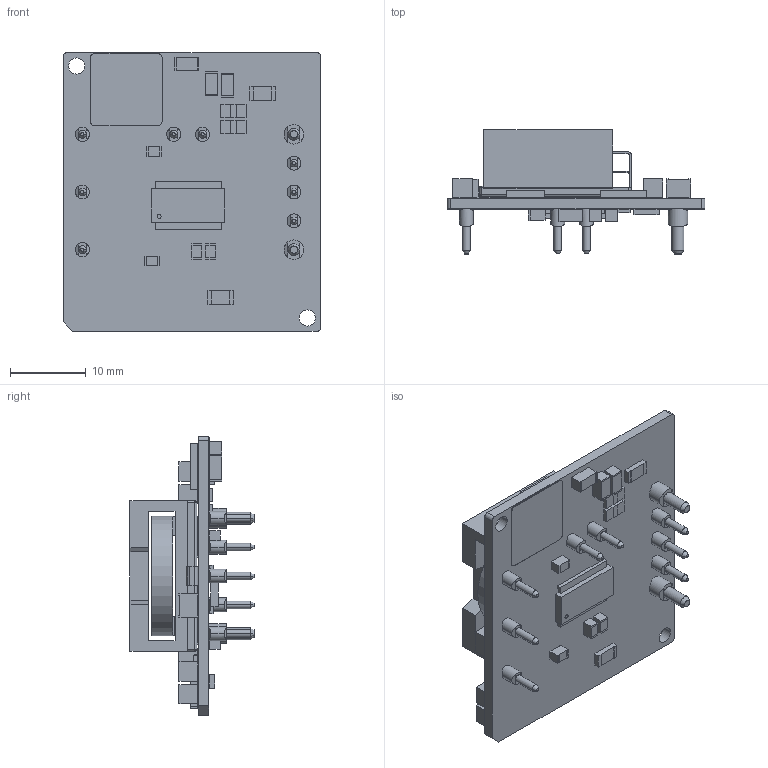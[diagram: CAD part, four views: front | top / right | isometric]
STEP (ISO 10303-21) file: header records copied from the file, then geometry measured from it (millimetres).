
FILE_DESCRIPTION (( 'STEP AP214' ), '1' );
FILE_NAME ('I7C4W008A120V-002-R.STEP', '2021-08-25T07:59:32', ( '' ), ( '' ), 'SwSTEP 2.0', 'SolidWorks 2020', '' );
FILE_SCHEMA (( 'AUTOMOTIVE_DESIGN' ));
Length unit declared in the file: inch
Products named in the file (1): I7C4W008A120V-002-R
Bounding box: 34.04 x 16.38 x 36.83 mm (x, y, z)
Volume: 4844.6 mm3; surface area: 7814.9 mm2
Topology: 44 solids, 54 shells, 800 faces, 1946 edges, 1258 vertices
Faces by surface type: plane 629, cylinder 123, cone 40, sphere 8
Entity records: 25015 total; most frequent: CARTESIAN_POINT 5773, ORIENTED_EDGE 3892, DIRECTION 3664, EDGE_CURVE 1946, LINE 1470, VECTOR 1470, VERTEX_POINT 1258, AXIS2_PLACEMENT_3D 1097
